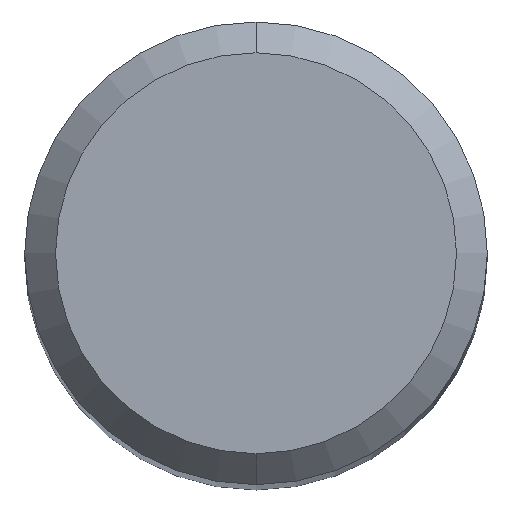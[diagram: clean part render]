
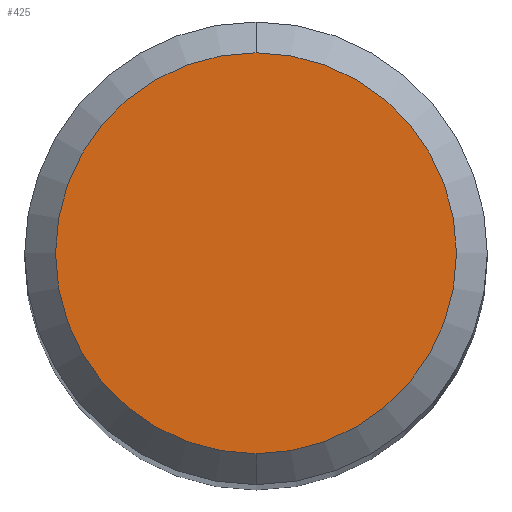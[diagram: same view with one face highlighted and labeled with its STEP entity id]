
A CAD part, top view. The second image highlights one B-rep face of the part: STEP entity #425.
In plain terms, the highlighted planar face has unit normal (0, 0, 1).
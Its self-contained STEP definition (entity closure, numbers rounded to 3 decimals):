
#365=VERTEX_POINT('',#702);
#371=EDGE_CURVE('',#457,#365,#708,.T.);
#391=EDGE_CURVE('',#365,#457,#729,.T.);
#425=ADVANCED_FACE('',(#767),#768,.T.);
#457=VERTEX_POINT('',#802);
#702=CARTESIAN_POINT('',(0.0,2.6,0.0));
#708=CIRCLE('',#1235,2.6);
#729=CIRCLE('',#1263,2.6);
#767=FACE_OUTER_BOUND('',#1356,.T.);
#768=PLANE('',#1357);
#802=CARTESIAN_POINT('',(0.,-2.6,0.0));
#1235=AXIS2_PLACEMENT_3D('',#1723,#1724,#1725);
#1263=AXIS2_PLACEMENT_3D('',#1742,#1743,#1744);
#1356=EDGE_LOOP('',(#1790,#1791));
#1357=AXIS2_PLACEMENT_3D('',#1792,#1793,#1794);
#1723=CARTESIAN_POINT('',(0.0,0.0,0.0));
#1724=DIRECTION('',(0.0,0.0,-1.0));
#1725=DIRECTION('',(0.0,1.0,0.0));
#1742=CARTESIAN_POINT('',(0.0,0.0,0.0));
#1743=DIRECTION('',(0.0,0.0,-1.0));
#1744=DIRECTION('',(0.0,1.0,0.0));
#1790=ORIENTED_EDGE('',*,*,#391,.F.);
#1791=ORIENTED_EDGE('',*,*,#371,.F.);
#1792=CARTESIAN_POINT('',(0.0,1.3,0.0));
#1793=DIRECTION('',(-0.0,0.0,1.0));
#1794=DIRECTION('',(0.0,-1.0,0.0));
